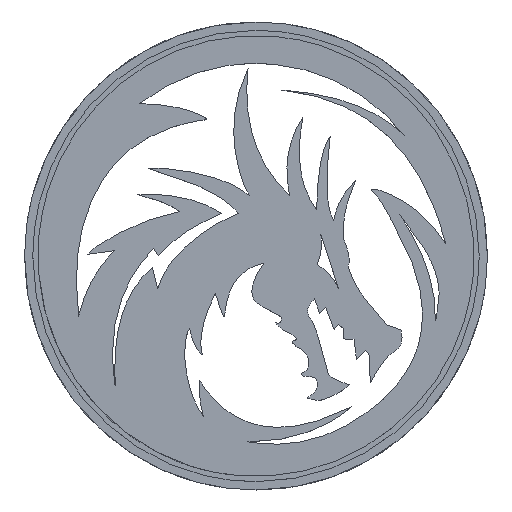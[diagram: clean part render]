
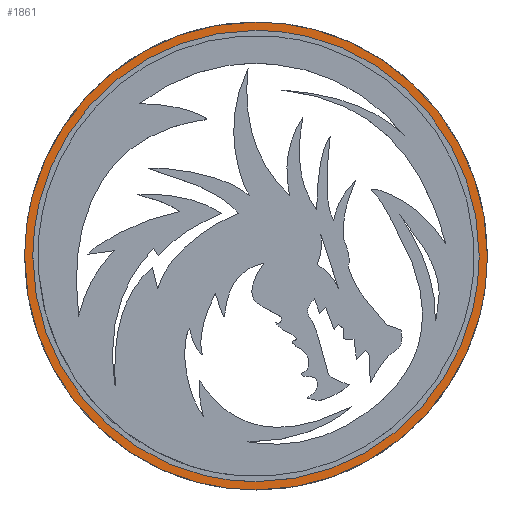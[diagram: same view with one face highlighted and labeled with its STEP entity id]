
A CAD part, top view. The second image highlights one B-rep face of the part: STEP entity #1861.
In plain terms, the highlighted planar face has unit normal (0, 0, 1).
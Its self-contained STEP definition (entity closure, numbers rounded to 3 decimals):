
#53=FACE_BOUND('',#273,.T.);
#61=B_SPLINE_CURVE_WITH_KNOTS('',3,(#2247,#2248,#2249,#2250),
 .UNSPECIFIED.,.F.,.F.,(4,4),(-1.711,0.),.UNSPECIFIED.);
#62=B_SPLINE_CURVE_WITH_KNOTS('',3,(#2252,#2253,#2254,#2255),
 .UNSPECIFIED.,.F.,.F.,(4,4),(-1.712,0.),.UNSPECIFIED.);
#63=B_SPLINE_CURVE_WITH_KNOTS('',3,(#2257,#2258,#2259,#2260),
 .UNSPECIFIED.,.F.,.F.,(4,4),(-1.711,0.),.UNSPECIFIED.);
#64=B_SPLINE_CURVE_WITH_KNOTS('',3,(#2261,#2262,#2263,#2264),
 .UNSPECIFIED.,.F.,.F.,(4,4),(-1.712,0.),.UNSPECIFIED.);
#145=PLANE('',#1974);
#169=FACE_OUTER_BOUND('',#272,.T.);
#272=EDGE_LOOP('',(#1234,#1235,#1236,#1237));
#273=EDGE_LOOP('',(#1238,#1239,#1240,#1241));
#642=(
BOUNDED_CURVE()
B_SPLINE_CURVE(3,(#2185,#2186,#2187,#2188),.UNSPECIFIED.,.F.,.F.)
B_SPLINE_CURVE_WITH_KNOTS((4,4),(-1.,0.),.UNSPECIFIED.)
CURVE()
GEOMETRIC_REPRESENTATION_ITEM()
RATIONAL_B_SPLINE_CURVE((1.,1.,1.,1.))
REPRESENTATION_ITEM('')
);
#644=(
BOUNDED_CURVE()
B_SPLINE_CURVE(3,(#2204,#2205,#2206,#2207),.UNSPECIFIED.,.F.,.F.)
B_SPLINE_CURVE_WITH_KNOTS((4,4),(-1.,0.),.UNSPECIFIED.)
CURVE()
GEOMETRIC_REPRESENTATION_ITEM()
RATIONAL_B_SPLINE_CURVE((1.,1.,1.,1.))
REPRESENTATION_ITEM('')
);
#646=(
BOUNDED_CURVE()
B_SPLINE_CURVE(3,(#2223,#2224,#2225,#2226),.UNSPECIFIED.,.F.,.F.)
B_SPLINE_CURVE_WITH_KNOTS((4,4),(-1.,0.),.UNSPECIFIED.)
CURVE()
GEOMETRIC_REPRESENTATION_ITEM()
RATIONAL_B_SPLINE_CURVE((1.,1.,1.,1.))
REPRESENTATION_ITEM('')
);
#648=(
BOUNDED_CURVE()
B_SPLINE_CURVE(3,(#2240,#2241,#2242,#2243),.UNSPECIFIED.,.F.,.F.)
B_SPLINE_CURVE_WITH_KNOTS((4,4),(-1.,0.),.UNSPECIFIED.)
CURVE()
GEOMETRIC_REPRESENTATION_ITEM()
RATIONAL_B_SPLINE_CURVE((1.,1.,1.,1.))
REPRESENTATION_ITEM('')
);
#725=VERTEX_POINT('',#2182);
#726=VERTEX_POINT('',#2184);
#728=VERTEX_POINT('',#2203);
#730=VERTEX_POINT('',#2222);
#731=VERTEX_POINT('',#2245);
#732=VERTEX_POINT('',#2246);
#733=VERTEX_POINT('',#2251);
#734=VERTEX_POINT('',#2256);
#923=EDGE_CURVE('',#726,#725,#642,.T.);
#926=EDGE_CURVE('',#728,#726,#644,.T.);
#929=EDGE_CURVE('',#730,#728,#646,.T.);
#932=EDGE_CURVE('',#725,#730,#648,.T.);
#933=EDGE_CURVE('',#731,#732,#61,.T.);
#934=EDGE_CURVE('',#733,#731,#62,.T.);
#935=EDGE_CURVE('',#734,#733,#63,.T.);
#936=EDGE_CURVE('',#732,#734,#64,.T.);
#1234=ORIENTED_EDGE('',*,*,#932,.T.);
#1235=ORIENTED_EDGE('',*,*,#929,.T.);
#1236=ORIENTED_EDGE('',*,*,#926,.T.);
#1237=ORIENTED_EDGE('',*,*,#923,.T.);
#1238=ORIENTED_EDGE('',*,*,#933,.F.);
#1239=ORIENTED_EDGE('',*,*,#934,.F.);
#1240=ORIENTED_EDGE('',*,*,#935,.F.);
#1241=ORIENTED_EDGE('',*,*,#936,.F.);
#1861=ADVANCED_FACE('',(#169,#53),#145,.T.);
#1974=AXIS2_PLACEMENT_3D('',#2244,#2000,#2001);
#2000=DIRECTION('center_axis',(0.,0.,1.));
#2001=DIRECTION('ref_axis',(1.,0.,0.));
#2182=CARTESIAN_POINT('',(43.606,0.355,1.));
#2184=CARTESIAN_POINT('',(-1.131,-44.879,1.));
#2185=CARTESIAN_POINT('Ctrl Pts',(-1.131,-44.879,1.));
#2186=CARTESIAN_POINT('Ctrl Pts',(23.538,-44.879,1.));
#2187=CARTESIAN_POINT('Ctrl Pts',(43.606,-24.588,1.));
#2188=CARTESIAN_POINT('Ctrl Pts',(43.606,0.355,1.));
#2203=CARTESIAN_POINT('',(-45.867,0.355,1.));
#2204=CARTESIAN_POINT('Ctrl Pts',(-45.867,0.355,1.));
#2205=CARTESIAN_POINT('Ctrl Pts',(-45.867,-24.588,1.));
#2206=CARTESIAN_POINT('Ctrl Pts',(-25.798,-44.879,1.));
#2207=CARTESIAN_POINT('Ctrl Pts',(-1.131,-44.879,1.));
#2222=CARTESIAN_POINT('',(-1.131,45.588,1.));
#2223=CARTESIAN_POINT('Ctrl Pts',(-1.131,45.588,1.));
#2224=CARTESIAN_POINT('Ctrl Pts',(-25.798,45.588,1.));
#2225=CARTESIAN_POINT('Ctrl Pts',(-45.867,25.296,1.));
#2226=CARTESIAN_POINT('Ctrl Pts',(-45.867,0.355,1.));
#2240=CARTESIAN_POINT('Ctrl Pts',(43.606,0.355,1.));
#2241=CARTESIAN_POINT('Ctrl Pts',(43.606,25.296,1.));
#2242=CARTESIAN_POINT('Ctrl Pts',(23.538,45.588,1.));
#2243=CARTESIAN_POINT('Ctrl Pts',(-1.131,45.588,1.));
#2244=CARTESIAN_POINT('Origin',(-1.131,0.355,1.));
#2245=CARTESIAN_POINT('',(42.013,0.355,1.));
#2246=CARTESIAN_POINT('',(-1.131,43.977,1.));
#2247=CARTESIAN_POINT('Ctrl Pts',(42.013,0.355,1.));
#2248=CARTESIAN_POINT('Ctrl Pts',(42.013,24.409,1.));
#2249=CARTESIAN_POINT('Ctrl Pts',(22.659,43.977,1.));
#2250=CARTESIAN_POINT('Ctrl Pts',(-1.131,43.977,1.));
#2251=CARTESIAN_POINT('',(-1.131,-43.268,1.));
#2252=CARTESIAN_POINT('Ctrl Pts',(-1.131,-43.268,1.));
#2253=CARTESIAN_POINT('Ctrl Pts',(22.659,-43.268,1.));
#2254=CARTESIAN_POINT('Ctrl Pts',(42.013,-23.699,1.));
#2255=CARTESIAN_POINT('Ctrl Pts',(42.013,0.355,1.));
#2256=CARTESIAN_POINT('',(-44.275,0.355,1.));
#2257=CARTESIAN_POINT('Ctrl Pts',(-44.275,0.355,1.));
#2258=CARTESIAN_POINT('Ctrl Pts',(-44.275,-23.699,1.));
#2259=CARTESIAN_POINT('Ctrl Pts',(-24.92,-43.268,1.));
#2260=CARTESIAN_POINT('Ctrl Pts',(-1.131,-43.268,1.));
#2261=CARTESIAN_POINT('Ctrl Pts',(-1.131,43.977,1.));
#2262=CARTESIAN_POINT('Ctrl Pts',(-24.92,43.977,1.));
#2263=CARTESIAN_POINT('Ctrl Pts',(-44.275,24.409,1.));
#2264=CARTESIAN_POINT('Ctrl Pts',(-44.275,0.355,1.));
